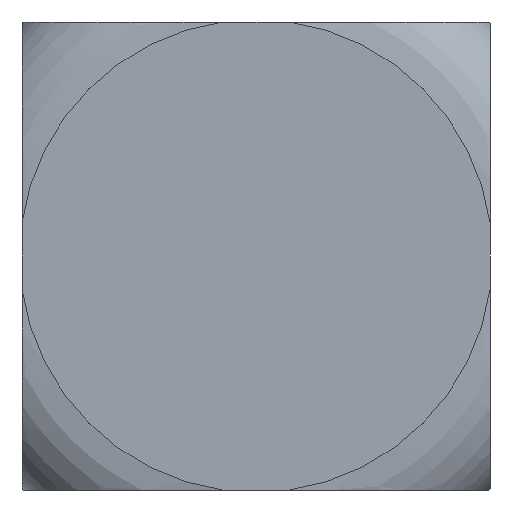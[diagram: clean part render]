
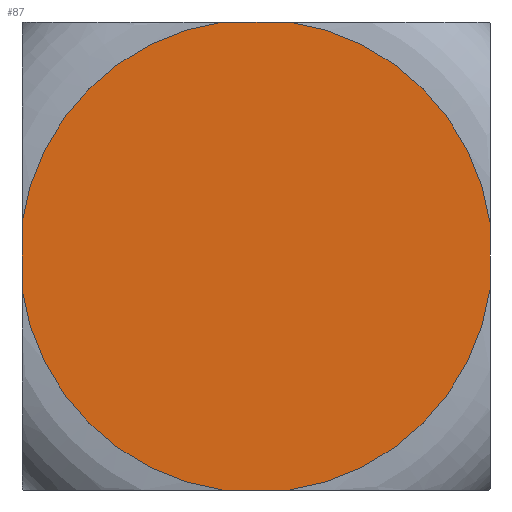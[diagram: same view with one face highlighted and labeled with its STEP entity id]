
A CAD part, left-side view. The second image highlights one B-rep face of the part: STEP entity #87.
In plain terms, the highlighted planar face has unit normal (-1, 0, 0).
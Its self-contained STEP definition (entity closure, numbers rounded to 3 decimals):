
#87 = ADVANCED_FACE( '', ( #175 ), #176, .F. );
#175 = FACE_OUTER_BOUND( '', #256, .T. );
#176 = PLANE( '', #257 );
#256 = EDGE_LOOP( '', ( #435, #436, #437, #438, #439, #440, #441, #442 ) );
#257 = AXIS2_PLACEMENT_3D( '', #443, #444, #445 );
#435 = ORIENTED_EDGE( '', *, *, #519, .F. );
#436 = ORIENTED_EDGE( '', *, *, #521, .F. );
#437 = ORIENTED_EDGE( '', *, *, #487, .F. );
#438 = ORIENTED_EDGE( '', *, *, #524, .F. );
#439 = ORIENTED_EDGE( '', *, *, #475, .F. );
#440 = ORIENTED_EDGE( '', *, *, #506, .F. );
#441 = ORIENTED_EDGE( '', *, *, #514, .F. );
#442 = ORIENTED_EDGE( '', *, *, #480, .F. );
#443 = CARTESIAN_POINT( '', ( 0., 0., 0. ) );
#444 = DIRECTION( '', ( 1., 0., 0. ) );
#445 = DIRECTION( '', ( 0., 0., -1. ) );
#475 = EDGE_CURVE( '', #560, #549, #562, .T. );
#480 = EDGE_CURVE( '', #569, #565, #571, .T. );
#487 = EDGE_CURVE( '', #582, #573, #584, .T. );
#506 = EDGE_CURVE( '', #608, #560, #611, .T. );
#514 = EDGE_CURVE( '', #565, #608, #621, .T. );
#519 = EDGE_CURVE( '', #626, #569, #628, .T. );
#521 = EDGE_CURVE( '', #573, #626, #630, .T. );
#524 = EDGE_CURVE( '', #549, #582, #633, .T. );
#549 = VERTEX_POINT( '', #659 );
#560 = VERTEX_POINT( '', #705 );
#562 = LINE( '', #734, #735 );
#565 = VERTEX_POINT( '', #738 );
#569 = VERTEX_POINT( '', #769 );
#571 = CIRCLE( '', #802, 27.27 );
#573 = VERTEX_POINT( '', #804 );
#582 = VERTEX_POINT( '', #847 );
#584 = LINE( '', #876, #877 );
#608 = VERTEX_POINT( '', #904 );
#611 = CIRCLE( '', #938, 27.27 );
#621 = LINE( '', #951, #952 );
#626 = VERTEX_POINT( '', #959 );
#628 = LINE( '', #988, #989 );
#630 = CIRCLE( '', #991, 27.27 );
#633 = CIRCLE( '', #994, 27.27 );
#659 = CARTESIAN_POINT( '', ( 0., -27., -3.828 ) );
#705 = CARTESIAN_POINT( '', ( 0., -27., 3.828 ) );
#734 = CARTESIAN_POINT( '', ( 0., -27., 27. ) );
#735 = VECTOR( '', #1023, 1000. );
#738 = CARTESIAN_POINT( '', ( 0., 3.828, 27. ) );
#769 = CARTESIAN_POINT( '', ( 0., 27., 3.828 ) );
#802 = AXIS2_PLACEMENT_3D( '', #1027, #1028, #1029 );
#804 = CARTESIAN_POINT( '', ( 0., 3.828, -27. ) );
#847 = CARTESIAN_POINT( '', ( 0., -3.828, -27. ) );
#876 = CARTESIAN_POINT( '', ( 0., -27., -27. ) );
#877 = VECTOR( '', #1033, 1000. );
#904 = CARTESIAN_POINT( '', ( 0., -3.828, 27. ) );
#938 = AXIS2_PLACEMENT_3D( '', #1064, #1065, #1066 );
#951 = CARTESIAN_POINT( '', ( 0., 27., 27. ) );
#952 = VECTOR( '', #1076, 1000. );
#959 = CARTESIAN_POINT( '', ( 0., 27., -3.828 ) );
#988 = CARTESIAN_POINT( '', ( 0., 27., -27. ) );
#989 = VECTOR( '', #1079, 1000. );
#991 = AXIS2_PLACEMENT_3D( '', #1080, #1081, #1082 );
#994 = AXIS2_PLACEMENT_3D( '', #1086, #1087, #1088 );
#1023 = DIRECTION( '', ( 0., 0., -1. ) );
#1027 = CARTESIAN_POINT( '', ( 0., 0., 0. ) );
#1028 = DIRECTION( '', ( 1., 0., 0. ) );
#1029 = DIRECTION( '', ( 0., 0., -1. ) );
#1033 = DIRECTION( '', ( 0., 1., 0. ) );
#1064 = CARTESIAN_POINT( '', ( 0., 0., 0. ) );
#1065 = DIRECTION( '', ( 1., 0., 0. ) );
#1066 = DIRECTION( '', ( 0., 0., -1. ) );
#1076 = DIRECTION( '', ( 0., -1., 0. ) );
#1079 = DIRECTION( '', ( 0., 0., 1. ) );
#1080 = CARTESIAN_POINT( '', ( 0., 0., 0. ) );
#1081 = DIRECTION( '', ( 1., 0., 0. ) );
#1082 = DIRECTION( '', ( 0., 0., -1. ) );
#1086 = CARTESIAN_POINT( '', ( 0., 0., 0. ) );
#1087 = DIRECTION( '', ( 1., 0., 0. ) );
#1088 = DIRECTION( '', ( 0., 0., -1. ) );
